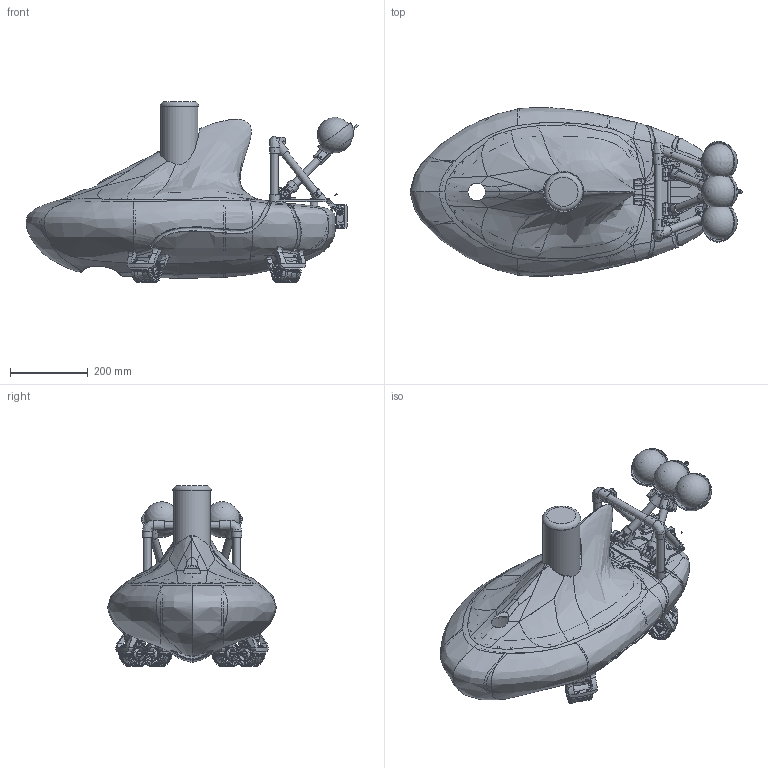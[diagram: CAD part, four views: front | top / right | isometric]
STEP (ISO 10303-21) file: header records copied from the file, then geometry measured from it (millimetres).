
FILE_DESCRIPTION(('FreeCAD Model'),'2;1');
FILE_NAME('Open CASCADE Shape Model','2025-05-03T12:25:13',('FreeCAD'),( 'FreeCAD'),'Open CASCADE STEP processor 7.6','FreeCAD','Unknown');
FILE_SCHEMA(('AUTOMOTIVE_DESIGN { 1 0 10303 214 1 1 1 1 }'));
Length unit declared in the file: millimetre
Products named in the file (1): Open CASCADE STEP translator 7.6 1
Bounding box: 852.15 x 433.82 x 463.71 mm (x, y, z)
Volume: 6526661.9 mm3; surface area: 3554383 mm2
Topology: 130 solids, 210 shells, 4777 faces, 12858 edges, 8519 vertices
Faces by surface type: plane 1963, cylinder 1494, bspline 974, cone 148, torus 139, sphere 59
Full cylindrical faces by diameter (mm): 1.48 x88, 1.5 x12, 1.8 x3, 1.915 x8, 2 x224, 2.075 x1, 2.5 x7, 3 x30, 3.091 x54, 3.4 x18, 3.5 x12, 4 x102, 4.4 x4, 5 x5, 5.4 x4, 5.5 x12, 6 x71, 6.4 x6, 7 x2, 8 x3, 9 x6, 9.05 x2, 11.36 x2, 11.5 x8, 12 x9, 14 x1, 19.667 x8, 20 x14, 20.8 x12, 21 x2
Entity records: 273664 total; most frequent: CARTESIAN_POINT 162358, ORIENTED_EDGE 25568, DIRECTION 19150, EDGE_CURVE 12784, VERTEX_POINT 8502, AXIS2_PLACEMENT_3D 7029, FACE_BOUND 5392, EDGE_LOOP 5375
